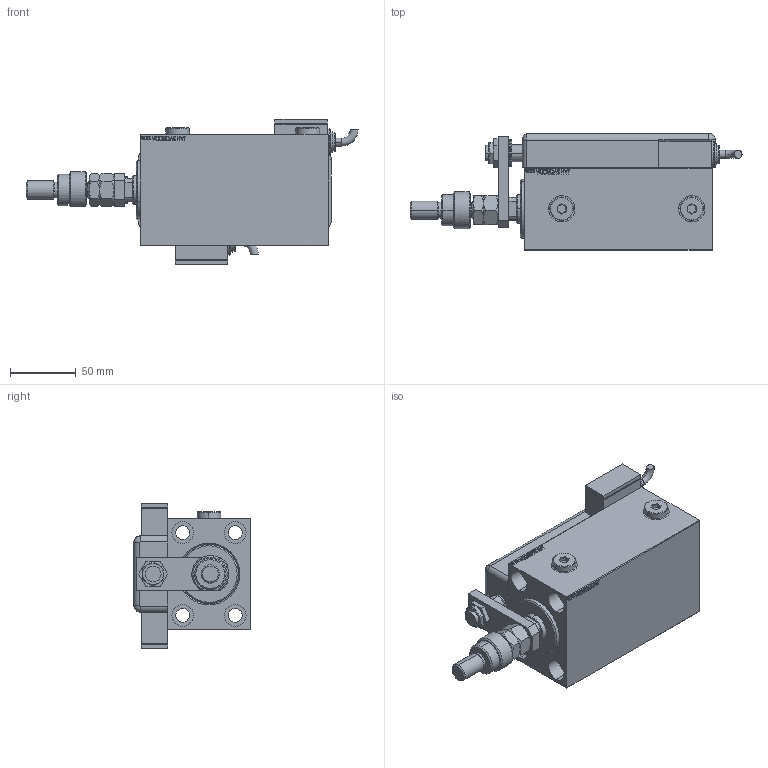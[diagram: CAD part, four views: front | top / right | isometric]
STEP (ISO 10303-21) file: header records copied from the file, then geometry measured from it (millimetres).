
FILE_DESCRIPTION (( 'STEP AP203' ), '1' );
FILE_NAME ('ac32.STEP', '2024-02-12T08:34:01', ( '' ), ( '' ), 'SwSTEP 2.0', 'SolidWorks 2019', '' );
FILE_SCHEMA (( 'CONFIG_CONTROL_DESIGN' ));
Length unit declared in the file: millimetre
Products named in the file (17): MAGNETIC SWITCH Q fdd9849777b2874f0b565f6fe4dc0133; V450CM_C_Body fdd9849777b2874f0b565f6fe4dc0133; NUT_D13 fdd9849777b2874f0b565f6fe4dc0133; ZARAZKA_Q fdd9849777b2874f0b565f6fe4dc0133; Zatka_OIL_PORT fdd9849777b2874f0b565f6fe4dc0133; KRYT fdd9849777b2874f0b565f6fe4dc0133; MFA fdd9849777b2874f0b565f6fe4dc0133; Q_T_W_DFA fdd9849777b2874f0b565f6fe4dc0133; ac32; V450CM_VC_B fdd9849777b2874f0b565f6fe4dc0133; V450CM_C_VCP fdd9849777b2874f0b565f6fe4dc0133; SWITCH_Q_FRONT_BACK fdd9849777b2874f0b565f6fe4dc0133; NUT_D19 fdd9849777b2874f0b565f6fe4dc0133; SWITCH Q fdd9849777b2874f0b565f6fe4dc0133; SWITCH DIM A_G fdd9849777b2874f0b565f6fe4dc0133; TYC fdd9849777b2874f0b565f6fe4dc0133; FEMALE_PART_FOR_DFA fdd9849777b2874f0b565f6fe4dc0133
Assembly tree (18 placements, depth 3):
  ac32
    V450CM_C_Body fdd9849777b2874f0b565f6fe4dc0133
    V450CM_C_VCP fdd9849777b2874f0b565f6fe4dc0133
    V450CM_VC_B fdd9849777b2874f0b565f6fe4dc0133
    MAGNETIC SWITCH Q fdd9849777b2874f0b565f6fe4dc0133
      SWITCH_Q_FRONT_BACK fdd9849777b2874f0b565f6fe4dc0133
      TYC fdd9849777b2874f0b565f6fe4dc0133
      ZARAZKA_Q fdd9849777b2874f0b565f6fe4dc0133
      SWITCH DIM A_G fdd9849777b2874f0b565f6fe4dc0133
      NUT_D19 fdd9849777b2874f0b565f6fe4dc0133
      NUT_D13 fdd9849777b2874f0b565f6fe4dc0133
      KRYT fdd9849777b2874f0b565f6fe4dc0133
      SWITCH Q fdd9849777b2874f0b565f6fe4dc0133  x2
    Q_T_W_DFA fdd9849777b2874f0b565f6fe4dc0133
      FEMALE_PART_FOR_DFA fdd9849777b2874f0b565f6fe4dc0133
      MFA fdd9849777b2874f0b565f6fe4dc0133
    Zatka_OIL_PORT fdd9849777b2874f0b565f6fe4dc0133  x2
Bounding box: 252.76 x 88.8 x 111 mm (x, y, z)
Volume: 815534.1 mm3; surface area: 186547.5 mm2
Topology: 17 solids, 17 shells, 1385 faces, 3462 edges, 2263 vertices
Faces by surface type: plane 676, bspline 471, cylinder 144, cone 66, torus 26, sphere 2
Entity records: 63791 total; most frequent: CARTESIAN_POINT 33181, ORIENTED_EDGE 6648, DIRECTION 4420, EDGE_CURVE 3324, VERTEX_POINT 2179, LINE 1932, VECTOR 1932, EDGE_LOOP 1509
